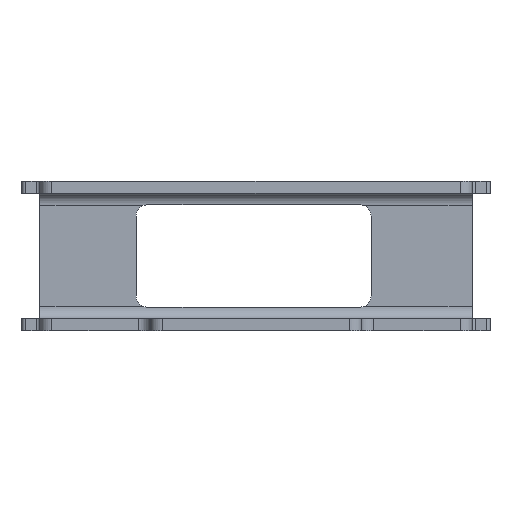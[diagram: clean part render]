
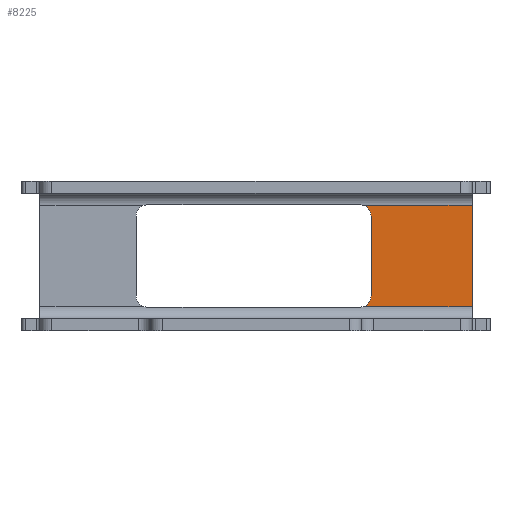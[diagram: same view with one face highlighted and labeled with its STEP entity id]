
A CAD part, front view. The second image highlights one B-rep face of the part: STEP entity #8225.
In plain terms, the highlighted planar face has unit normal (0, -1, 0).
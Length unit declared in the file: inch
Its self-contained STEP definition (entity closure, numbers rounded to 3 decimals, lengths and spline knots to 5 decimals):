
#161=DIRECTION('',(0.,0.,-1.));
#162=VECTOR('',#161,0.66929);
#163=CARTESIAN_POINT('',(0.96457,-0.10236,
1.24213));
#164=LINE('',#163,#162);
#165=CARTESIAN_POINT('',(0.86614,-0.10236,
1.24213));
#166=DIRECTION('',(0.,1.,0.));
#167=DIRECTION('',(0.436,0.,0.9));
#168=AXIS2_PLACEMENT_3D('',#165,#166,#167);
#170=DIRECTION('',(-1.,0.,0.));
#171=VECTOR('',#170,0.90198);
#172=CARTESIAN_POINT('',(1.81102,-0.10236,1.33071));
#173=LINE('',#172,#171);
#174=DIRECTION('',(0.,0.,-1.));
#175=VECTOR('',#174,0.84646);
#176=CARTESIAN_POINT('',(1.81102,-0.10236,1.33071));
#177=LINE('',#176,#175);
#178=DIRECTION('',(-1.,0.,0.));
#179=VECTOR('',#178,0.90198);
#180=CARTESIAN_POINT('',(1.81102,-0.10236,
0.48425));
#181=LINE('',#180,#179);
#182=CARTESIAN_POINT('',(0.86614,-0.10236,
0.57283));
#183=DIRECTION('',(0.,1.,0.));
#184=DIRECTION('',(1.,0.,0.));
#185=AXIS2_PLACEMENT_3D('',#182,#183,#184);
#5967=CARTESIAN_POINT('',(1.81102,-0.10236,
1.33071));
#5968=VERTEX_POINT('',#5967);
#5981=CARTESIAN_POINT('',(1.81102,-0.10236,
0.48425));
#5982=VERTEX_POINT('',#5981);
#6017=CARTESIAN_POINT('',(0.96457,-0.10236,
1.24213));
#6018=CARTESIAN_POINT('',(0.96457,-0.10236,
0.57283));
#6019=VERTEX_POINT('',#6017);
#6020=VERTEX_POINT('',#6018);
#6033=CARTESIAN_POINT('',(0.90904,-0.10236,
1.33071));
#6034=VERTEX_POINT('',#6033);
#6037=CARTESIAN_POINT('',(0.90904,-0.10236,
0.48425));
#6038=VERTEX_POINT('',#6037);
#8209=CARTESIAN_POINT('',(0.,-0.10236,0.));
#8210=DIRECTION('',(0.,1.,0.));
#8211=DIRECTION('',(0.,0.,-1.));
#8212=AXIS2_PLACEMENT_3D('',#8209,#8210,#8211);
#8213=PLANE('',#8212);
#8214=ORIENTED_EDGE('',*,*,#7889,.F.);
#8215=ORIENTED_EDGE('',*,*,#7904,.F.);
#8217=ORIENTED_EDGE('',*,*,#8216,.F.);
#8219=ORIENTED_EDGE('',*,*,#8218,.T.);
#8221=ORIENTED_EDGE('',*,*,#8220,.T.);
#8222=ORIENTED_EDGE('',*,*,#8203,.F.);
#8223=EDGE_LOOP('',(#8214,#8215,#8217,#8219,#8221,#8222));
#8224=FACE_OUTER_BOUND('',#8223,.F.);
#8225=ADVANCED_FACE('',(#8224),#8213,.F.);
#169=CIRCLE('',#168,0.09843);
#186=CIRCLE('',#185,0.09843);
#7889=EDGE_CURVE('',#6019,#6020,#164,.T.);
#7904=EDGE_CURVE('',#6034,#6019,#169,.T.);
#8203=EDGE_CURVE('',#6020,#6038,#186,.T.);
#8216=EDGE_CURVE('',#5968,#6034,#173,.T.);
#8218=EDGE_CURVE('',#5968,#5982,#177,.T.);
#8220=EDGE_CURVE('',#5982,#6038,#181,.T.);
